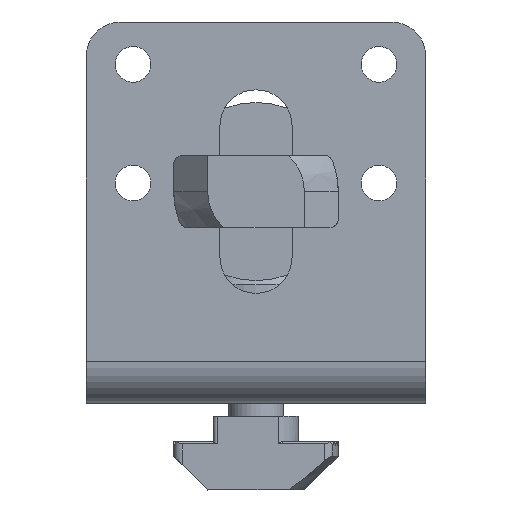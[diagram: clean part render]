
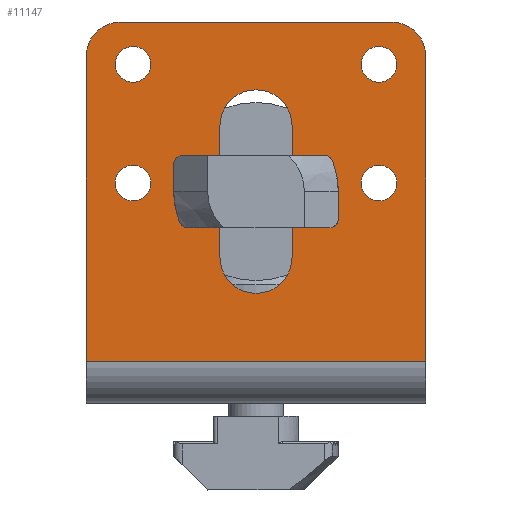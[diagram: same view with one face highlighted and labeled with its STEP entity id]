
A CAD part, left-side view. The second image highlights one B-rep face of the part: STEP entity #11147.
In plain terms, the highlighted planar face has unit normal (-1, 0, 0).
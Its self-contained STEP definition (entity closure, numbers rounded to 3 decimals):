
#5896=CIRCLE('',#10525,4.);
#5897=CIRCLE('',#10528,4.);
#5898=CIRCLE('',#10530,2.1);
#5899=CIRCLE('',#10531,2.1);
#5900=CIRCLE('',#10532,2.1);
#5901=CIRCLE('',#10533,2.1);
#5902=CIRCLE('',#10534,4.25);
#5903=CIRCLE('',#10535,4.25);
#6034=ORIENTED_EDGE('',*,*,#8138,.F.);
#6035=ORIENTED_EDGE('',*,*,#8145,.F.);
#6036=ORIENTED_EDGE('',*,*,#8146,.T.);
#6037=ORIENTED_EDGE('',*,*,#8143,.T.);
#6038=ORIENTED_EDGE('',*,*,#8142,.T.);
#6039=ORIENTED_EDGE('',*,*,#8140,.T.);
#6040=ORIENTED_EDGE('',*,*,#8147,.F.);
#6041=ORIENTED_EDGE('',*,*,#8148,.F.);
#6042=ORIENTED_EDGE('',*,*,#8149,.F.);
#6043=ORIENTED_EDGE('',*,*,#8150,.F.);
#6044=ORIENTED_EDGE('',*,*,#8151,.F.);
#6045=ORIENTED_EDGE('',*,*,#8152,.F.);
#6046=ORIENTED_EDGE('',*,*,#8153,.F.);
#6047=ORIENTED_EDGE('',*,*,#8154,.F.);
#7126=VECTOR('',#9274,1.);
#7129=VECTOR('',#9283,1.);
#7131=VECTOR('',#9291,1.);
#7132=VECTOR('',#9292,1.);
#7133=VECTOR('',#9303,1.);
#7134=VECTOR('',#9306,1.);
#7438=LINE('',#11423,#7126);
#7441=LINE('',#11431,#7129);
#7443=LINE('',#11438,#7131);
#7444=LINE('',#11439,#7132);
#7445=LINE('',#11452,#7133);
#7446=LINE('',#11455,#7134);
#7754=VERTEX_POINT('',#11411);
#7759=VERTEX_POINT('',#11421);
#7760=VERTEX_POINT('',#11425);
#7761=VERTEX_POINT('',#11429);
#7762=VERTEX_POINT('',#11433);
#7763=VERTEX_POINT('',#11437);
#7764=VERTEX_POINT('',#11440);
#7765=VERTEX_POINT('',#11442);
#7766=VERTEX_POINT('',#11444);
#7767=VERTEX_POINT('',#11446);
#7768=VERTEX_POINT('',#11448);
#7769=VERTEX_POINT('',#11449);
#7770=VERTEX_POINT('',#11451);
#7771=VERTEX_POINT('',#11453);
#8138=EDGE_CURVE('',#7759,#7754,#7438,.T.);
#8140=EDGE_CURVE('',#7760,#7754,#5896,.T.);
#8142=EDGE_CURVE('',#7761,#7760,#7441,.T.);
#8143=EDGE_CURVE('',#7762,#7761,#5897,.T.);
#8145=EDGE_CURVE('',#7763,#7759,#7443,.T.);
#8146=EDGE_CURVE('',#7763,#7762,#7444,.T.);
#8147=EDGE_CURVE('',#7764,#7764,#5898,.T.);
#8148=EDGE_CURVE('',#7765,#7765,#5899,.T.);
#8149=EDGE_CURVE('',#7766,#7766,#5900,.T.);
#8150=EDGE_CURVE('',#7767,#7767,#5901,.T.);
#8151=EDGE_CURVE('',#7768,#7769,#5902,.T.);
#8152=EDGE_CURVE('',#7770,#7768,#7445,.T.);
#8153=EDGE_CURVE('',#7771,#7770,#5903,.T.);
#8154=EDGE_CURVE('',#7769,#7771,#7446,.T.);
#8686=EDGE_LOOP('',(#6034,#6035,#6036,#6037,#6038,#6039));
#8687=EDGE_LOOP('',(#6040));
#8688=EDGE_LOOP('',(#6041));
#8689=EDGE_LOOP('',(#6042));
#8690=EDGE_LOOP('',(#6043));
#8691=EDGE_LOOP('',(#6044,#6045,#6046,#6047));
#8968=FACE_BOUND('',#8686,.T.);
#8969=FACE_BOUND('',#8687,.T.);
#8970=FACE_BOUND('',#8688,.T.);
#8971=FACE_BOUND('',#8689,.T.);
#8972=FACE_BOUND('',#8690,.T.);
#8973=FACE_BOUND('',#8691,.T.);
#9274=DIRECTION('',(0.,0.,36.));
#9278=DIRECTION('',(-1.,0.,0.));
#9279=DIRECTION('',(0.,0.,4.));
#9283=DIRECTION('',(0.,32.,0.));
#9286=DIRECTION('',(-1.,0.,0.));
#9287=DIRECTION('',(0.,-4.,0.));
#9289=DIRECTION('',(-1.,0.,0.));
#9290=DIRECTION('',(0.,1.,0.));
#9291=DIRECTION('',(0.,40.,0.));
#9292=DIRECTION('',(0.,0.,36.));
#9293=DIRECTION('',(-1.,0.,0.));
#9294=DIRECTION('',(0.,2.1,0.));
#9295=DIRECTION('',(-1.,0.,0.));
#9296=DIRECTION('',(0.,2.1,0.));
#9297=DIRECTION('',(-1.,0.,0.));
#9298=DIRECTION('',(0.,2.1,0.));
#9299=DIRECTION('',(-1.,0.,0.));
#9300=DIRECTION('',(0.,2.1,0.));
#9301=DIRECTION('',(-1.,0.,0.));
#9302=DIRECTION('',(0.,-4.25,0.));
#9303=DIRECTION('',(0.,0.,15.5));
#9304=DIRECTION('',(-1.,0.,0.));
#9305=DIRECTION('',(0.,4.25,0.));
#9306=DIRECTION('',(0.,0.,-15.5));
#10525=AXIS2_PLACEMENT_3D('',#11427,#9278,#9279);
#10528=AXIS2_PLACEMENT_3D('',#11434,#9286,#9287);
#10529=AXIS2_PLACEMENT_3D('',#11436,#9289,#9290);
#10530=AXIS2_PLACEMENT_3D('',#11441,#9293,#9294);
#10531=AXIS2_PLACEMENT_3D('',#11443,#9295,#9296);
#10532=AXIS2_PLACEMENT_3D('',#11445,#9297,#9298);
#10533=AXIS2_PLACEMENT_3D('',#11447,#9299,#9300);
#10534=AXIS2_PLACEMENT_3D('',#11450,#9301,#9302);
#10535=AXIS2_PLACEMENT_3D('',#11454,#9304,#9305);
#10995=PLANE('',#10529);
#11147=ADVANCED_FACE('',(#8968,#8969,#8970,#8971,#8972,#8973),#10995,.T.);
#11411=CARTESIAN_POINT('',(38.148,47.607,41.));
#11421=CARTESIAN_POINT('',(38.148,47.607,5.));
#11423=CARTESIAN_POINT('',(38.148,47.607,5.));
#11425=CARTESIAN_POINT('',(38.148,43.607,45.));
#11427=CARTESIAN_POINT('',(38.148,43.607,41.));
#11429=CARTESIAN_POINT('',(38.148,11.607,45.));
#11431=CARTESIAN_POINT('',(38.148,11.607,45.));
#11433=CARTESIAN_POINT('',(38.148,7.607,41.));
#11434=CARTESIAN_POINT('',(38.148,11.607,41.));
#11436=CARTESIAN_POINT('',(38.148,47.607,5.));
#11437=CARTESIAN_POINT('',(38.148,7.607,5.));
#11438=CARTESIAN_POINT('',(38.148,7.607,5.));
#11439=CARTESIAN_POINT('',(38.148,7.607,5.));
#11440=CARTESIAN_POINT('',(38.148,44.207,26.));
#11441=CARTESIAN_POINT('',(38.148,42.107,26.));
#11442=CARTESIAN_POINT('',(38.148,44.207,40.));
#11443=CARTESIAN_POINT('',(38.148,42.107,40.));
#11444=CARTESIAN_POINT('',(38.148,15.207,26.));
#11445=CARTESIAN_POINT('',(38.148,13.107,26.));
#11446=CARTESIAN_POINT('',(38.148,15.207,40.));
#11447=CARTESIAN_POINT('',(38.148,13.107,40.));
#11448=CARTESIAN_POINT('',(38.148,23.357,32.75));
#11449=CARTESIAN_POINT('',(38.148,31.857,32.75));
#11450=CARTESIAN_POINT('',(38.148,27.607,32.75));
#11451=CARTESIAN_POINT('',(38.148,23.357,17.25));
#11452=CARTESIAN_POINT('',(38.148,23.357,17.25));
#11453=CARTESIAN_POINT('',(38.148,31.857,17.25));
#11454=CARTESIAN_POINT('',(38.148,27.607,17.25));
#11455=CARTESIAN_POINT('',(38.148,31.857,32.75));
